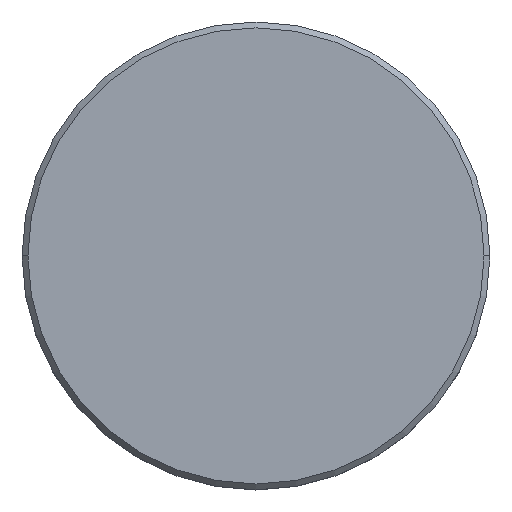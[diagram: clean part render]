
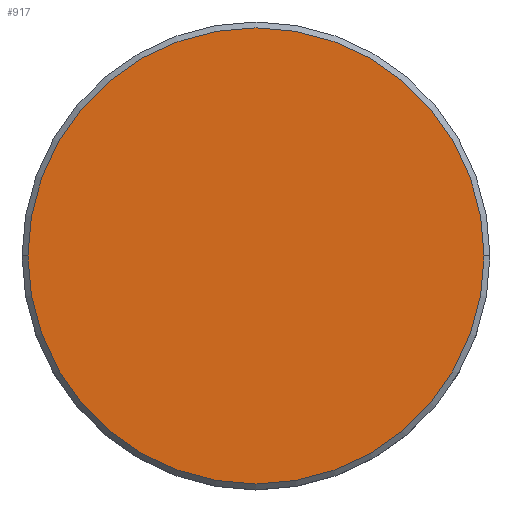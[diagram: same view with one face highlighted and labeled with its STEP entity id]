
A CAD part, top view. The second image highlights one B-rep face of the part: STEP entity #917.
In plain terms, the highlighted planar face has unit normal (0, 0, 1).
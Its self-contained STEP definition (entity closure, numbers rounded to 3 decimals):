
#1 = CARTESIAN_POINT ( 'NONE',  ( 19.5, 0., 0. ) ) ;
#23 = AXIS2_PLACEMENT_3D ( 'NONE', #1164, #1066, #894 ) ;
#191 = EDGE_CURVE ( 'NONE', #791, #833, #255, .T. ) ;
#212 = FACE_OUTER_BOUND ( 'NONE', #989, .T. ) ;
#255 = CIRCLE ( 'NONE', #23, 19.5 ) ;
#270 = CARTESIAN_POINT ( 'NONE',  ( 0., 0., 0. ) ) ;
#405 = DIRECTION ( 'NONE',  ( 0., 0., 1. ) ) ;
#465 = CIRCLE ( 'NONE', #868, 19.5 ) ;
#576 = PLANE ( 'NONE',  #620 ) ;
#620 = AXIS2_PLACEMENT_3D ( 'NONE', #669, #405, #765 ) ;
#626 = DIRECTION ( 'NONE',  ( 1., 0., 0. ) ) ;
#647 = DIRECTION ( 'NONE',  ( 0., 0., 1. ) ) ;
#669 = CARTESIAN_POINT ( 'NONE',  ( 0., 0., 0. ) ) ;
#697 = ORIENTED_EDGE ( 'NONE', *, *, #733, .T. ) ;
#733 = EDGE_CURVE ( 'NONE', #833, #791, #465, .T. ) ;
#765 = DIRECTION ( 'NONE',  ( 1., 0., 0. ) ) ;
#791 = VERTEX_POINT ( 'NONE', #1 ) ;
#833 = VERTEX_POINT ( 'NONE', #842 ) ;
#842 = CARTESIAN_POINT ( 'NONE',  ( -19.5, 0., 0. ) ) ;
#868 = AXIS2_PLACEMENT_3D ( 'NONE', #270, #647, #626 ) ;
#894 = DIRECTION ( 'NONE',  ( 1., 0., 0. ) ) ;
#917 = ADVANCED_FACE ( 'NONE', ( #212 ), #576, .T. ) ;
#989 = EDGE_LOOP ( 'NONE', ( #697, #1129 ) ) ;
#1066 = DIRECTION ( 'NONE',  ( 0., 0., 1. ) ) ;
#1129 = ORIENTED_EDGE ( 'NONE', *, *, #191, .T. ) ;
#1164 = CARTESIAN_POINT ( 'NONE',  ( 0., 0., 0. ) ) ;
